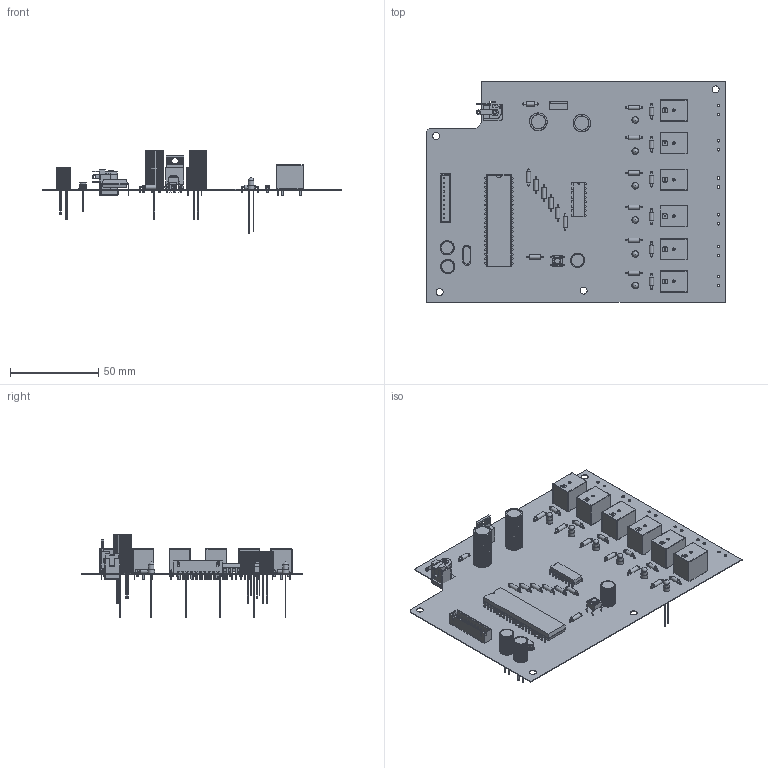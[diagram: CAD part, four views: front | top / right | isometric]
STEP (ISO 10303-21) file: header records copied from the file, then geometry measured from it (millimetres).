
FILE_DESCRIPTION(('Open CASCADE Model'),'2;1');
FILE_NAME('Open CASCADE Shape Model','2024-10-19T20:05:50',('Author'),( 'Open CASCADE'),'Open CASCADE STEP processor 7.5','Open CASCADE 7.5' ,'Unknown');
FILE_SCHEMA(('AUTOMOTIVE_DESIGN { 1 0 10303 214 1 1 1 1 }'));
Length unit declared in the file: millimetre
Products named in the file (203): PCB; Board; Open CASCADE STEP translator 7.5 1.1.1; J8; 6338131920; SW1; Switch_C&K_PTS645SM43SMTR92LFS_eec; R13; 6441499664; Cylinder; 6441499504; Sphere; 6441499344; 6441499184; 6441499024; 6441498864; 6441498704; R12; R11; R10; R9; R8; R7; 6361596896; 6361596656; 6361596416; 6361596176; 6361596016; 6361595856; 6361595696; R6; R5; R4; R3; R2; K6; 6338132240; K5; K4; K3 ...
Assembly tree (379 placements, depth 4):
  PCB
    Board
      Open CASCADE STEP translator 7.5 1.1.1
    J8
      6338131920
    SW1
      Switch_C&K_PTS645SM43SMTR92LFS_eec
    R13
      6441499664
        Cylinder
      6441499504
        Sphere
      6441499344
        Cylinder
      6441499184
        Cylinder
      6441499024
        Cylinder
      6441498864
        Cylinder
      6441498704
        Sphere
    R12
      6441499664
        Cylinder
      6441499504
        Sphere
      6441499344
        Cylinder
      6441499184
        Cylinder
      6441499024
        Cylinder
      6441498864
        Cylinder
      6441498704
        Sphere
    R11
      6441499664
        Cylinder
      6441499504
        Sphere
      6441499344
        Cylinder
      6441499184
        Cylinder
      6441499024
        Cylinder
      6441498864
        Cylinder
      6441498704
        Sphere
    R10
      6441499664
        Cylinder
      6441499504
        Sphere
      6441499344
        Cylinder
      6441499184
Bounding box: 169.66 x 124.71 x 47 mm (x, y, z)
Volume: 40441.2 mm3; surface area: 67879.5 mm2
Topology: 353 solids, 353 shells, 4042 faces, 9930 edges, 6499 vertices
Faces by surface type: plane 3308, cylinder 586, sphere 74, torus 53, cone 12, revolution 9
Full cylindrical faces by diameter (mm): 0.55 x52, 0.6 x10, 0.7 x2, 0.74 x16, 0.748 x4, 0.758 x40, 0.785 x28, 0.85 x26, 0.9 x22, 1 x13, 1.15 x14, 1.4 x24, 1.5 x9, 1.6 x12, 1.8 x1, 2 x5, 2.35 x7, 2.4 x13, 3.1 x6, 3.2 x2, 3.5 x1, 3.8 x6, 4 x4, 6.4 x1
Entity records: 86060 total; most frequent: CARTESIAN_POINT 13966, DIRECTION 13144, ORIENTED_EDGE 13046, EDGE_CURVE 6523, LINE 5659, VECTOR 5659, VERTEX_POINT 4293, AXIS2_PLACEMENT_3D 3738
